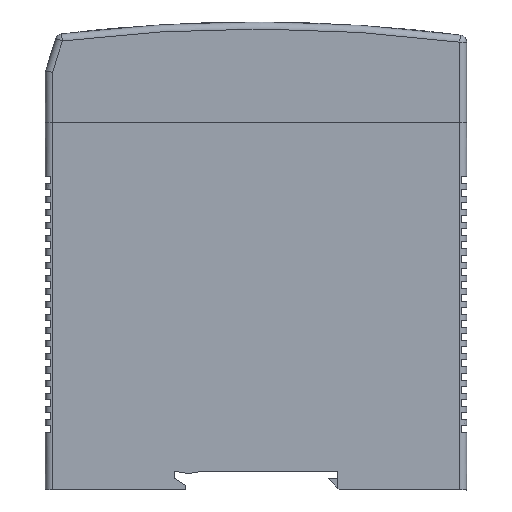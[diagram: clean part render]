
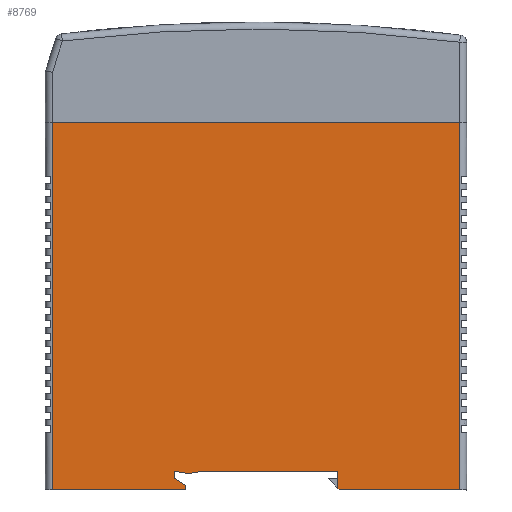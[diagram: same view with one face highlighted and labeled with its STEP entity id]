
A CAD part, left-side view. The second image highlights one B-rep face of the part: STEP entity #8769.
In plain terms, the highlighted planar face has unit normal (-1, 0, 0).
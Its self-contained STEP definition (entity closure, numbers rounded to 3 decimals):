
#297 = VERTEX_POINT ( 'NONE', #12941 ) ;
#479 = FACE_OUTER_BOUND ( 'NONE', #17265, .T. ) ;
#484 = LINE ( 'NONE', #14768, #13651 ) ;
#794 = VERTEX_POINT ( 'NONE', #18572 ) ;
#1864 = CARTESIAN_POINT ( 'NONE',  ( -11.25, 43.5, -100. ) ) ;
#2737 = LINE ( 'NONE', #16902, #6919 ) ;
#2916 = ORIENTED_EDGE ( 'NONE', *, *, #4002, .T. ) ;
#3021 = ORIENTED_EDGE ( 'NONE', *, *, #14755, .T. ) ;
#3110 = CARTESIAN_POINT ( 'NONE',  ( -11.25, 14.5, -96.5 ) ) ;
#3416 = VECTOR ( 'NONE', #20960, 1000. ) ;
#3475 = LINE ( 'NONE', #19383, #19630 ) ;
#3589 = DIRECTION ( 'NONE',  ( 0., 0., 1. ) ) ;
#3798 = ORIENTED_EDGE ( 'NONE', *, *, #17176, .T. ) ;
#4002 = EDGE_CURVE ( 'NONE', #8580, #8375, #18388, .T. ) ;
#4123 = DIRECTION ( 'NONE',  ( 0., 0., 1. ) ) ;
#4162 = VERTEX_POINT ( 'NONE', #12083 ) ;
#4205 = CARTESIAN_POINT ( 'NONE',  ( -11.25, -17.85, -100. ) ) ;
#4274 = CARTESIAN_POINT ( 'NONE',  ( -11.25, 43.5, -21.5 ) ) ;
#4357 = VERTEX_POINT ( 'NONE', #1864 ) ;
#4444 = LINE ( 'NONE', #9658, #18051 ) ;
#4634 = EDGE_CURVE ( 'NONE', #5707, #4162, #7289, .T. ) ;
#4774 = CARTESIAN_POINT ( 'NONE',  ( -11.25, 15., -99. ) ) ;
#5227 = CARTESIAN_POINT ( 'NONE',  ( -11.25, -17.5, -99.628 ) ) ;
#5481 = VERTEX_POINT ( 'NONE', #15080 ) ;
#5707 = VERTEX_POINT ( 'NONE', #3110 ) ;
#6336 = EDGE_CURVE ( 'NONE', #297, #19366, #11780, .T. ) ;
#6457 = CARTESIAN_POINT ( 'NONE',  ( -11.25, -43.5, -100. ) ) ;
#6634 = ORIENTED_EDGE ( 'NONE', *, *, #4634, .T. ) ;
#6799 = EDGE_CURVE ( 'NONE', #14165, #5481, #16470, .T. ) ;
#6919 = VECTOR ( 'NONE', #13419, 1000. ) ;
#7230 = VECTOR ( 'NONE', #4123, 1000. ) ;
#7273 = ORIENTED_EDGE ( 'NONE', *, *, #9543, .T. ) ;
#7289 = LINE ( 'NONE', #19723, #10928 ) ;
#7328 = DIRECTION ( 'NONE',  ( 0., 0., -1. ) ) ;
#7706 = CARTESIAN_POINT ( 'NONE',  ( -11.25, 15., -100. ) ) ;
#7920 = ORIENTED_EDGE ( 'NONE', *, *, #9065, .T. ) ;
#8097 = ORIENTED_EDGE ( 'NONE', *, *, #19195, .T. ) ;
#8375 = VERTEX_POINT ( 'NONE', #11089 ) ;
#8472 = VECTOR ( 'NONE', #11382, 1000. ) ;
#8534 = CARTESIAN_POINT ( 'NONE',  ( -11.25, -17.85, -100. ) ) ;
#8580 = VERTEX_POINT ( 'NONE', #8878 ) ;
#8756 = DIRECTION ( 'NONE',  ( 0., 0., -1. ) ) ;
#8769 = ADVANCED_FACE ( 'NONE', ( #479 ), #10803, .F. ) ;
#8878 = CARTESIAN_POINT ( 'NONE',  ( -11.25, 15., -100. ) ) ;
#9063 = LINE ( 'NONE', #19869, #12438 ) ;
#9065 = EDGE_CURVE ( 'NONE', #8375, #14165, #20684, .T. ) ;
#9543 = EDGE_CURVE ( 'NONE', #17180, #20492, #484, .T. ) ;
#9658 = CARTESIAN_POINT ( 'NONE',  ( -11.25, 0., -21.5 ) ) ;
#9931 = LINE ( 'NONE', #17024, #16543 ) ;
#10803 = PLANE ( 'NONE',  #11817 ) ;
#10928 = VECTOR ( 'NONE', #21354, 1000. ) ;
#11026 = DIRECTION ( 'NONE',  ( 0., -0.986, -0.164 ) ) ;
#11089 = CARTESIAN_POINT ( 'NONE',  ( -11.25, 15., -99. ) ) ;
#11382 = DIRECTION ( 'NONE',  ( 0., -0.685, -0.729 ) ) ;
#11780 = LINE ( 'NONE', #13422, #3416 ) ;
#11817 = AXIS2_PLACEMENT_3D ( 'NONE', #21512, #14297, #7328 ) ;
#12083 = CARTESIAN_POINT ( 'NONE',  ( -11.25, 11.5, -96. ) ) ;
#12385 = ORIENTED_EDGE ( 'NONE', *, *, #17837, .T. ) ;
#12438 = VECTOR ( 'NONE', #11026, 1000. ) ;
#12892 = DIRECTION ( 'NONE',  ( 0., -1., 0. ) ) ;
#12941 = CARTESIAN_POINT ( 'NONE',  ( -11.25, -17.5, -96. ) ) ;
#13125 = CARTESIAN_POINT ( 'NONE',  ( -11.25, 11.5, -96. ) ) ;
#13208 = ORIENTED_EDGE ( 'NONE', *, *, #22543, .F. ) ;
#13419 = DIRECTION ( 'NONE',  ( 0., 0., 1. ) ) ;
#13422 = CARTESIAN_POINT ( 'NONE',  ( -11.25, -17.5, -97.5 ) ) ;
#13522 = CARTESIAN_POINT ( 'NONE',  ( -11.25, 17.5, -97.5 ) ) ;
#13651 = VECTOR ( 'NONE', #21863, 1000. ) ;
#13741 = VERTEX_POINT ( 'NONE', #4274 ) ;
#13773 = ORIENTED_EDGE ( 'NONE', *, *, #18165, .T. ) ;
#14165 = VERTEX_POINT ( 'NONE', #13522 ) ;
#14297 = DIRECTION ( 'NONE',  ( 1., 0., 0. ) ) ;
#14385 = CARTESIAN_POINT ( 'NONE',  ( -11.25, 17.5, -97.5 ) ) ;
#14755 = EDGE_CURVE ( 'NONE', #4162, #297, #14876, .T. ) ;
#14768 = CARTESIAN_POINT ( 'NONE',  ( -11.25, 0., -100. ) ) ;
#14876 = LINE ( 'NONE', #13125, #16179 ) ;
#14996 = LINE ( 'NONE', #4205, #8472 ) ;
#15080 = CARTESIAN_POINT ( 'NONE',  ( -11.25, 17.5, -96. ) ) ;
#16179 = VECTOR ( 'NONE', #12892, 1000. ) ;
#16470 = LINE ( 'NONE', #14385, #17126 ) ;
#16543 = VECTOR ( 'NONE', #8756, 1000. ) ;
#16771 = ORIENTED_EDGE ( 'NONE', *, *, #17153, .T. ) ;
#16902 = CARTESIAN_POINT ( 'NONE',  ( -11.25, -43.5, -21.5 ) ) ;
#17024 = CARTESIAN_POINT ( 'NONE',  ( -11.25, 43.5, 0. ) ) ;
#17126 = VECTOR ( 'NONE', #3589, 1000. ) ;
#17153 = EDGE_CURVE ( 'NONE', #20492, #794, #2737, .T. ) ;
#17176 = EDGE_CURVE ( 'NONE', #13741, #4357, #9931, .T. ) ;
#17180 = VERTEX_POINT ( 'NONE', #8534 ) ;
#17265 = EDGE_LOOP ( 'NONE', ( #7273, #16771, #13208, #3798, #13773, #2916, #7920, #22883, #12385, #6634, #3021, #19877, #8097 ) ) ;
#17756 = DIRECTION ( 'NONE',  ( 0., -1., 0. ) ) ;
#17837 = EDGE_CURVE ( 'NONE', #5481, #5707, #9063, .T. ) ;
#18051 = VECTOR ( 'NONE', #22095, 1000. ) ;
#18165 = EDGE_CURVE ( 'NONE', #4357, #8580, #3475, .T. ) ;
#18388 = LINE ( 'NONE', #7706, #7230 ) ;
#18572 = CARTESIAN_POINT ( 'NONE',  ( -11.25, -43.5, -21.5 ) ) ;
#18935 = DIRECTION ( 'NONE',  ( 0., 0.857, 0.514 ) ) ;
#19195 = EDGE_CURVE ( 'NONE', #19366, #17180, #14996, .T. ) ;
#19366 = VERTEX_POINT ( 'NONE', #5227 ) ;
#19383 = CARTESIAN_POINT ( 'NONE',  ( -11.25, 0., -100. ) ) ;
#19630 = VECTOR ( 'NONE', #17756, 1000. ) ;
#19723 = CARTESIAN_POINT ( 'NONE',  ( -11.25, 14.5, -96.5 ) ) ;
#19869 = CARTESIAN_POINT ( 'NONE',  ( -11.25, 17.5, -96. ) ) ;
#19877 = ORIENTED_EDGE ( 'NONE', *, *, #6336, .T. ) ;
#20492 = VERTEX_POINT ( 'NONE', #6457 ) ;
#20684 = LINE ( 'NONE', #4774, #22243 ) ;
#20960 = DIRECTION ( 'NONE',  ( 0., 0., -1. ) ) ;
#21354 = DIRECTION ( 'NONE',  ( 0., -0.986, 0.164 ) ) ;
#21512 = CARTESIAN_POINT ( 'NONE',  ( -11.25, 0., 0. ) ) ;
#21863 = DIRECTION ( 'NONE',  ( 0., -1., 0. ) ) ;
#22095 = DIRECTION ( 'NONE',  ( 0., -1., 0. ) ) ;
#22243 = VECTOR ( 'NONE', #18935, 1000. ) ;
#22543 = EDGE_CURVE ( 'NONE', #13741, #794, #4444, .T. ) ;
#22883 = ORIENTED_EDGE ( 'NONE', *, *, #6799, .T. ) ;
